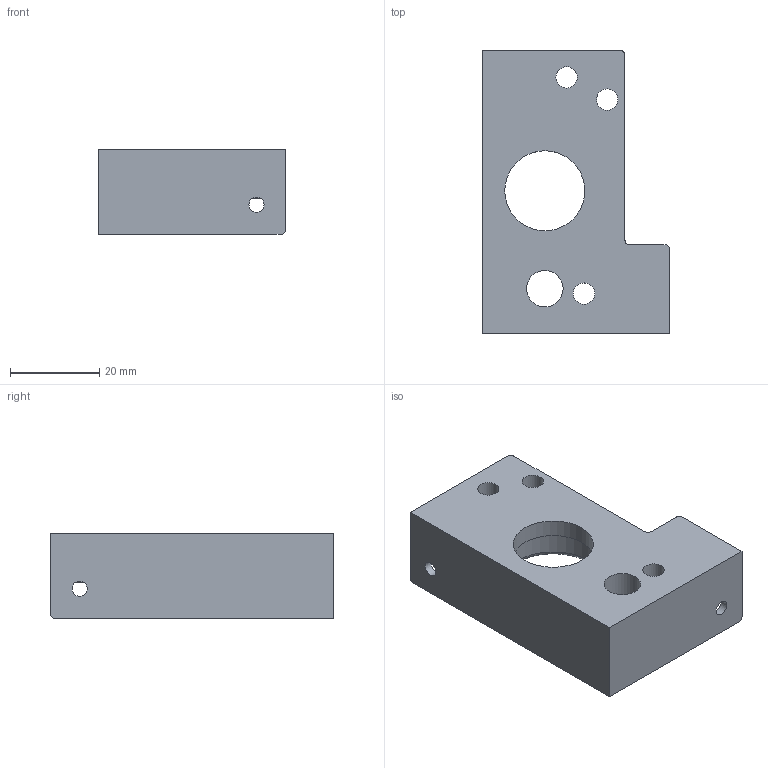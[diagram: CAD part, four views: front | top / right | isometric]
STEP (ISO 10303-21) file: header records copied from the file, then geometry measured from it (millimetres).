
FILE_DESCRIPTION(/* description */ (''),/* implementation_level */ '2;1');
FILE_NAME(/* name */ 'Base Corner Mirrored.stp',/* time_stamp */ '2016-12-28T16:57:11-06:00',/* author */ (''),/* organization */ (''),/* preprocessor_version */ 'ST-DEVELOPER v16.5',/* originating_system */ 'Autodesk Translation Framework v5.2.0.2920',/* authorisation */ '');
FILE_SCHEMA (('AUTOMOTIVE_DESIGN { 1 0 10303 214 3 1 1 }'));
Length unit declared in the file: millimetre
Products named in the file (1): Corner(Mirror) (2)
Bounding box: 42 x 63.5 x 19 mm (x, y, z)
Volume: 18872.5 mm3; surface area: 9762.8 mm2
Topology: 1 solids, 1 shells, 38 faces, 103 edges, 68 vertices
Faces by surface type: plane 23, cylinder 13, torus 2
Full cylindrical faces by diameter (mm): 3.4 x2, 4.8 x3, 8.2 x1, 18 x1, 22.2 x1
Entity records: 1199 total; most frequent: CARTESIAN_POINT 200, DIRECTION 199, ORIENTED_EDGE 186, EDGE_CURVE 93, VERTEX_POINT 68, AXIS2_PLACEMENT_3D 67, LINE 65, VECTOR 65
